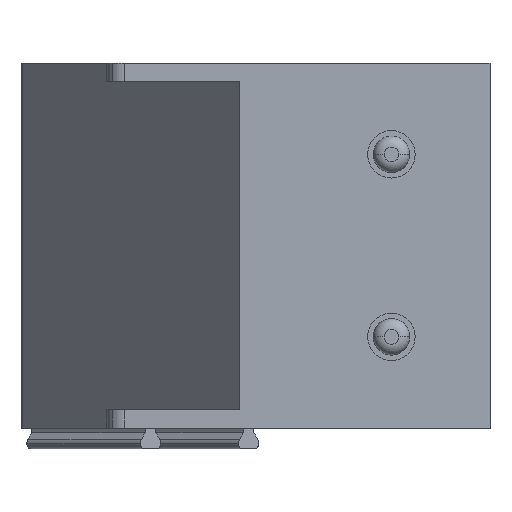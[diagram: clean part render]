
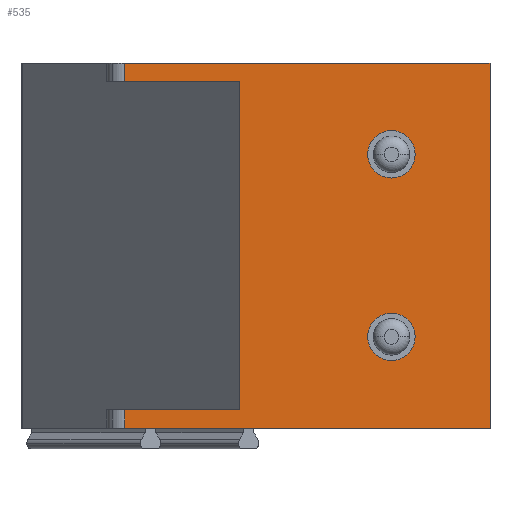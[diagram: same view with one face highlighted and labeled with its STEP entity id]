
A CAD part, front view. The second image highlights one B-rep face of the part: STEP entity #535.
In plain terms, the highlighted planar face has unit normal (0, -1, 0).
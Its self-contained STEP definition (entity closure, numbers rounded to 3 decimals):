
#535=ADVANCED_FACE('',(#1187,#1188,#1189),#1190,.T.);
#1187=FACE_OUTER_BOUND('',#1955,.T.);
#1188=FACE_BOUND('',#1956,.T.);
#1189=FACE_BOUND('',#1957,.T.);
#1190=PLANE('',#1958);
#1955=EDGE_LOOP('',(#3546,#3547,#3548,#3549,#3550,#3551,#3552,#3553));
#1956=EDGE_LOOP('',(#3554,#3555));
#1957=EDGE_LOOP('',(#3556,#3557));
#1958=AXIS2_PLACEMENT_3D('',#3558,#3559,#3560);
#3546=ORIENTED_EDGE('',*,*,#5222,.F.);
#3547=ORIENTED_EDGE('',*,*,#4866,.F.);
#3548=ORIENTED_EDGE('',*,*,#5223,.F.);
#3549=ORIENTED_EDGE('',*,*,#4684,.T.);
#3550=ORIENTED_EDGE('',*,*,#5224,.T.);
#3551=ORIENTED_EDGE('',*,*,#5225,.T.);
#3552=ORIENTED_EDGE('',*,*,#5226,.T.);
#3553=ORIENTED_EDGE('',*,*,#5227,.F.);
#3554=ORIENTED_EDGE('',*,*,#5228,.F.);
#3555=ORIENTED_EDGE('',*,*,#5229,.F.);
#3556=ORIENTED_EDGE('',*,*,#5230,.F.);
#3557=ORIENTED_EDGE('',*,*,#5231,.F.);
#3558=CARTESIAN_POINT('',(64.73,38.805,117.856));
#3559=DIRECTION('',(0.0,-1.0,0.));
#3560=DIRECTION('',(-1.0,0.,0.));
#4684=EDGE_CURVE('',#5634,#5632,#5635,.T.);
#4866=EDGE_CURVE('',#5933,#5934,#5935,.T.);
#5222=EDGE_CURVE('',#5934,#6454,#6455,.T.);
#5223=EDGE_CURVE('',#5634,#5933,#6456,.T.);
#5224=EDGE_CURVE('',#5632,#6457,#6458,.T.);
#5225=EDGE_CURVE('',#6457,#6459,#6460,.T.);
#5226=EDGE_CURVE('',#6459,#6461,#6462,.T.);
#5227=EDGE_CURVE('',#6454,#6461,#6463,.T.);
#5228=EDGE_CURVE('',#6464,#6465,#6466,.T.);
#5229=EDGE_CURVE('',#6465,#6464,#6467,.T.);
#5230=EDGE_CURVE('',#6468,#6469,#6470,.T.);
#5231=EDGE_CURVE('',#6469,#6468,#6471,.T.);
#5632=VERTEX_POINT('',#7087);
#5634=VERTEX_POINT('',#7090);
#5635=LINE('',#7091,#7092);
#5933=VERTEX_POINT('',#7612);
#5934=VERTEX_POINT('',#7613);
#5935=LINE('',#7614,#7615);
#6454=VERTEX_POINT('',#8554);
#6455=LINE('',#8555,#8556);
#6456=LINE('',#8557,#8558);
#6457=VERTEX_POINT('',#8559);
#6458=LINE('',#8560,#8561);
#6459=VERTEX_POINT('',#8562);
#6460=LINE('',#8563,#8564);
#6461=VERTEX_POINT('',#8565);
#6462=LINE('',#8566,#8567);
#6463=LINE('',#8568,#8569);
#6464=VERTEX_POINT('',#8570);
#6465=VERTEX_POINT('',#8571);
#6466=CIRCLE('',#8572,0.65);
#6467=CIRCLE('',#8573,0.65);
#6468=VERTEX_POINT('',#8574);
#6469=VERTEX_POINT('',#8575);
#6470=CIRCLE('',#8576,0.65);
#6471=CIRCLE('',#8577,0.65);
#7087=CARTESIAN_POINT('',(62.672,38.805,123.514));
#7090=CARTESIAN_POINT('',(59.527,38.805,123.514));
#7091=CARTESIAN_POINT('',(40.88,38.805,123.514));
#7092=VECTOR('',#9392,1.0);
#7612=CARTESIAN_POINT('',(59.527,38.805,124.014));
#7613=CARTESIAN_POINT('',(69.527,38.805,124.014));
#7614=CARTESIAN_POINT('',(40.88,38.805,124.014));
#7615=VECTOR('',#9642,1.0);
#8554=CARTESIAN_POINT('',(69.527,38.805,114.014));
#8555=CARTESIAN_POINT('',(69.527,38.805,124.306));
#8556=VECTOR('',#10075,1.0);
#8557=CARTESIAN_POINT('',(59.527,38.805,119.306));
#8558=VECTOR('',#10076,1.0);
#8559=CARTESIAN_POINT('',(62.672,38.805,114.514));
#8560=CARTESIAN_POINT('',(62.672,38.805,124.306));
#8561=VECTOR('',#10077,1.0);
#8562=CARTESIAN_POINT('',(59.527,38.805,114.514));
#8563=CARTESIAN_POINT('',(40.88,38.805,114.514));
#8564=VECTOR('',#10078,1.0);
#8565=CARTESIAN_POINT('',(59.527,38.805,114.014));
#8566=CARTESIAN_POINT('',(59.527,38.805,124.306));
#8567=VECTOR('',#10079,1.0);
#8568=CARTESIAN_POINT('',(40.88,38.805,114.014));
#8569=VECTOR('',#10080,1.0);
#8570=CARTESIAN_POINT('',(66.177,38.805,116.514));
#8571=CARTESIAN_POINT('',(67.477,38.805,116.514));
#8572=AXIS2_PLACEMENT_3D('',#10081,#10082,#10083);
#8573=AXIS2_PLACEMENT_3D('',#10084,#10085,#10086);
#8574=CARTESIAN_POINT('',(66.177,38.805,121.514));
#8575=CARTESIAN_POINT('',(67.477,38.805,121.514));
#8576=AXIS2_PLACEMENT_3D('',#10087,#10088,#10089);
#8577=AXIS2_PLACEMENT_3D('',#10090,#10091,#10092);
#9392=DIRECTION('',(1.0,0.0,0.));
#9642=DIRECTION('',(1.0,0.0,0.));
#10075=DIRECTION('',(0.0,0.,-1.0));
#10076=DIRECTION('',(0.,0.,1.0));
#10077=DIRECTION('',(0.,0.,-1.0));
#10078=DIRECTION('',(-1.0,0.0,0.));
#10079=DIRECTION('',(0.,0.,-1.0));
#10080=DIRECTION('',(-1.0,0.0,0.));
#10081=CARTESIAN_POINT('',(66.827,38.805,116.514));
#10082=DIRECTION('',(0.,-1.0,0.));
#10083=DIRECTION('',(1.0,0.,0.));
#10084=CARTESIAN_POINT('',(66.827,38.805,116.514));
#10085=DIRECTION('',(0.,-1.0,0.));
#10086=DIRECTION('',(1.0,0.,0.));
#10087=CARTESIAN_POINT('',(66.827,38.805,121.514));
#10088=DIRECTION('',(0.,-1.0,0.));
#10089=DIRECTION('',(1.0,0.,0.));
#10090=CARTESIAN_POINT('',(66.827,38.805,121.514));
#10091=DIRECTION('',(0.,-1.0,0.));
#10092=DIRECTION('',(1.0,0.,0.));
